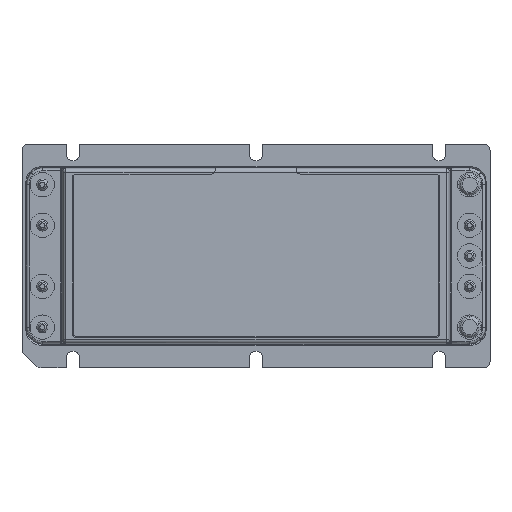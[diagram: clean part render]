
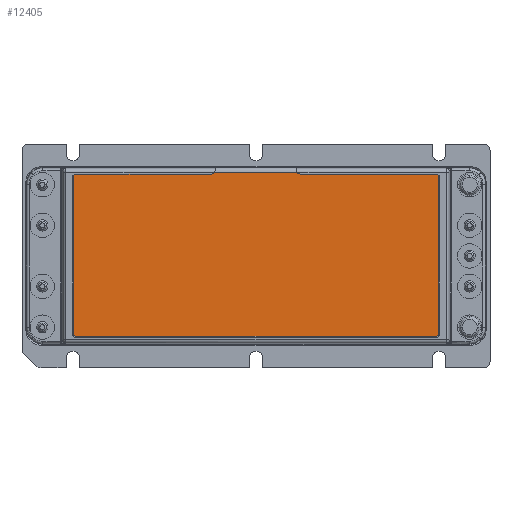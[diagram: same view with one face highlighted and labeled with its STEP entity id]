
A CAD part, top view. The second image highlights one B-rep face of the part: STEP entity #12405.
In plain terms, the highlighted planar face has unit normal (0, 0, 1).
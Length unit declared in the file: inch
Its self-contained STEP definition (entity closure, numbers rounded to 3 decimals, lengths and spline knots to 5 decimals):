
#16 = LINE ( 'NONE', #5360, #4320 ) ;
#210 = VECTOR ( 'NONE', #13250, 39.37008 ) ;
#218 = CIRCLE ( 'NONE', #530, 0.035 ) ;
#236 = CIRCLE ( 'NONE', #556, 0.035 ) ;
#244 = AXIS2_PLACEMENT_3D ( 'NONE', #13259, #13258, #13257 ) ;
#247 = AXIS2_PLACEMENT_3D ( 'NONE', #13134, #13133, #13132 ) ;
#250 = CIRCLE ( 'NONE', #247, 0.035 ) ;
#279 = VECTOR ( 'NONE', #13221, 39.37008 ) ;
#344 = VECTOR ( 'NONE', #13150, 39.37008 ) ;
#530 = AXIS2_PLACEMENT_3D ( 'NONE', #14021, #14020, #13581 ) ;
#551 = AXIS2_PLACEMENT_3D ( 'NONE', #15342, #15338, #15336 ) ;
#554 = CIRCLE ( 'NONE', #551, 0.035 ) ;
#556 = AXIS2_PLACEMENT_3D ( 'NONE', #13189, #13188, #13187 ) ;
#1449 = DIRECTION ( 'NONE',  ( -1., 0., 0. ) ) ;
#1450 = DIRECTION ( 'NONE',  ( 0., 0., 1. ) ) ;
#1451 = CARTESIAN_POINT ( 'NONE',  ( 0.52751, 0.72487, 0.516 ) ) ;
#1454 = PLANE ( 'NONE',  #9240 ) ;
#3352 = LINE ( 'NONE', #13865, #14467 ) ;
#3565 = LINE ( 'NONE', #13812, #14415 ) ;
#3659 = LINE ( 'NONE', #13265, #210 ) ;
#3679 = LINE ( 'NONE', #13151, #344 ) ;
#3715 = LINE ( 'NONE', #13222, #279 ) ;
#4320 = VECTOR ( 'NONE', #5359, 39.37008 ) ;
#5359 = DIRECTION ( 'NONE',  ( 1., 0., 0. ) ) ;
#5360 = CARTESIAN_POINT ( 'NONE',  ( 0.52751, 0.77649, 0.516 ) ) ;
#6245 = CARTESIAN_POINT ( 'NONE',  ( 0.49251, 0.72487, 0.516 ) ) ;
#6246 = CARTESIAN_POINT ( 'NONE',  ( 0.52751, 0.75987, 0.516 ) ) ;
#6247 = CARTESIAN_POINT ( 'NONE',  ( 1.88229, 0.77649, 0.516 ) ) ;
#6250 = CARTESIAN_POINT ( 'NONE',  ( 1.85251, 0.75987, 0.516 ) ) ;
#6251 = CARTESIAN_POINT ( 'NONE',  ( 2.69272, 0.77649, 0.516 ) ) ;
#6252 = CARTESIAN_POINT ( 'NONE',  ( 2.72251, 0.75987, 0.516 ) ) ;
#6253 = CARTESIAN_POINT ( 'NONE',  ( 4.05251, 0.75987, 0.516 ) ) ;
#6254 = CARTESIAN_POINT ( 'NONE',  ( 4.08751, 0.72487, 0.516 ) ) ;
#6255 = CARTESIAN_POINT ( 'NONE',  ( 4.08751, -0.80013, 0.516 ) ) ;
#6256 = CARTESIAN_POINT ( 'NONE',  ( 4.05251, -0.83513, 0.516 ) ) ;
#6257 = CARTESIAN_POINT ( 'NONE',  ( 0.52751, -0.83513, 0.516 ) ) ;
#6259 = CARTESIAN_POINT ( 'NONE',  ( 0.49251, -0.80013, 0.516 ) ) ;
#6733 = ORIENTED_EDGE ( 'NONE', *, *, #8786, .T. ) ;
#6734 = ORIENTED_EDGE ( 'NONE', *, *, #8917, .T. ) ;
#6735 = ORIENTED_EDGE ( 'NONE', *, *, #12701, .F. ) ;
#6761 = ORIENTED_EDGE ( 'NONE', *, *, #8926, .T. ) ;
#6763 = ORIENTED_EDGE ( 'NONE', *, *, #8933, .T. ) ;
#6764 = ORIENTED_EDGE ( 'NONE', *, *, #8897, .T. ) ;
#6765 = ORIENTED_EDGE ( 'NONE', *, *, #8887, .T. ) ;
#6767 = ORIENTED_EDGE ( 'NONE', *, *, #8905, .T. ) ;
#6769 = ORIENTED_EDGE ( 'NONE', *, *, #8910, .T. ) ;
#6770 = ORIENTED_EDGE ( 'NONE', *, *, #9007, .T. ) ;
#6783 = ORIENTED_EDGE ( 'NONE', *, *, #8772, .T. ) ;
#6789 = ORIENTED_EDGE ( 'NONE', *, *, #8768, .T. ) ;
#6810 = EDGE_LOOP ( 'NONE', ( #6735, #6763, #6733, #6734, #6761, #6765, #6764, #6767, #6769, #6770, #6789, #6783 ) ) ;
#7153 = FACE_OUTER_BOUND ( 'NONE', #6810, .T. ) ;
#7660 = VERTEX_POINT ( 'NONE', #6259 ) ;
#7661 = VERTEX_POINT ( 'NONE', #6257 ) ;
#7662 = VERTEX_POINT ( 'NONE', #6256 ) ;
#7663 = VERTEX_POINT ( 'NONE', #6255 ) ;
#7664 = VERTEX_POINT ( 'NONE', #6254 ) ;
#7672 = VERTEX_POINT ( 'NONE', #6253 ) ;
#7673 = VERTEX_POINT ( 'NONE', #6252 ) ;
#7674 = VERTEX_POINT ( 'NONE', #6251 ) ;
#7675 = VERTEX_POINT ( 'NONE', #6250 ) ;
#7677 = VERTEX_POINT ( 'NONE', #6247 ) ;
#7678 = VERTEX_POINT ( 'NONE', #6246 ) ;
#7679 = VERTEX_POINT ( 'NONE', #6245 ) ;
#8768 = EDGE_CURVE ( 'NONE', #7672, #7673, #3352, .T. ) ;
#8772 = EDGE_CURVE ( 'NONE', #7673, #7674, #14455, .T. ) ;
#8786 = EDGE_CURVE ( 'NONE', #7675, #7678, #3565, .T. ) ;
#8887 = EDGE_CURVE ( 'NONE', #7660, #7661, #14352, .T. ) ;
#8897 = EDGE_CURVE ( 'NONE', #7661, #7662, #3715, .T. ) ;
#8905 = EDGE_CURVE ( 'NONE', #7662, #7663, #236, .T. ) ;
#8910 = EDGE_CURVE ( 'NONE', #7663, #7664, #3679, .T. ) ;
#8917 = EDGE_CURVE ( 'NONE', #7678, #7679, #250, .T. ) ;
#8926 = EDGE_CURVE ( 'NONE', #7679, #7660, #3659, .T. ) ;
#8933 = EDGE_CURVE ( 'NONE', #7677, #7675, #218, .T. ) ;
#9007 = EDGE_CURVE ( 'NONE', #7664, #7672, #554, .T. ) ;
#9240 = AXIS2_PLACEMENT_3D ( 'NONE', #1451, #1450, #1449 ) ;
#12405 = ADVANCED_FACE ( 'NONE', ( #7153 ), #1454, .T. ) ;
#12701 = EDGE_CURVE ( 'NONE', #7677, #7674, #16, .T. ) ;
#13132 = DIRECTION ( 'NONE',  ( -1., 0., 0. ) ) ;
#13133 = DIRECTION ( 'NONE',  ( 0., 0., 1. ) ) ;
#13134 = CARTESIAN_POINT ( 'NONE',  ( 0.52751, 0.72487, 0.516 ) ) ;
#13150 = DIRECTION ( 'NONE',  ( 0., 1., 0. ) ) ;
#13151 = CARTESIAN_POINT ( 'NONE',  ( 4.08751, 0.72487, 0.516 ) ) ;
#13187 = DIRECTION ( 'NONE',  ( 1., 0., 0. ) ) ;
#13188 = DIRECTION ( 'NONE',  ( 0., 0., 1. ) ) ;
#13189 = CARTESIAN_POINT ( 'NONE',  ( 4.05251, -0.80013, 0.516 ) ) ;
#13221 = DIRECTION ( 'NONE',  ( 1., 0., 0. ) ) ;
#13222 = CARTESIAN_POINT ( 'NONE',  ( 4.05251, -0.83513, 0.516 ) ) ;
#13250 = DIRECTION ( 'NONE',  ( 0., -1., 0. ) ) ;
#13257 = DIRECTION ( 'NONE',  ( 1., 0., 0. ) ) ;
#13258 = DIRECTION ( 'NONE',  ( 0., 0., 1. ) ) ;
#13259 = CARTESIAN_POINT ( 'NONE',  ( 0.52751, -0.80013, 0.516 ) ) ;
#13265 = CARTESIAN_POINT ( 'NONE',  ( 0.49251, 0.72487, 0.516 ) ) ;
#13581 = DIRECTION ( 'NONE',  ( 1., 0., 0. ) ) ;
#13811 = DIRECTION ( 'NONE',  ( -1., 0., 0. ) ) ;
#13812 = CARTESIAN_POINT ( 'NONE',  ( 1.85251, 0.75987, 0.516 ) ) ;
#13853 = DIRECTION ( 'NONE',  ( -1., 0., 0. ) ) ;
#13854 = DIRECTION ( 'NONE',  ( 0., 0., -1. ) ) ;
#13855 = CARTESIAN_POINT ( 'NONE',  ( 2.72251, 0.79487, 0.516 ) ) ;
#13864 = DIRECTION ( 'NONE',  ( -1., 0., 0. ) ) ;
#13865 = CARTESIAN_POINT ( 'NONE',  ( 4.05251, 0.75987, 0.516 ) ) ;
#14020 = DIRECTION ( 'NONE',  ( 0., 0., -1. ) ) ;
#14021 = CARTESIAN_POINT ( 'NONE',  ( 1.85251, 0.79487, 0.516 ) ) ;
#14352 = CIRCLE ( 'NONE', #244, 0.035 ) ;
#14415 = VECTOR ( 'NONE', #13811, 39.37008 ) ;
#14451 = AXIS2_PLACEMENT_3D ( 'NONE', #13855, #13854, #13853 ) ;
#14455 = CIRCLE ( 'NONE', #14451, 0.035 ) ;
#14467 = VECTOR ( 'NONE', #13864, 39.37008 ) ;
#15336 = DIRECTION ( 'NONE',  ( 1., 0., 0. ) ) ;
#15338 = DIRECTION ( 'NONE',  ( 0., 0., 1. ) ) ;
#15342 = CARTESIAN_POINT ( 'NONE',  ( 4.05251, 0.72487, 0.516 ) ) ;
